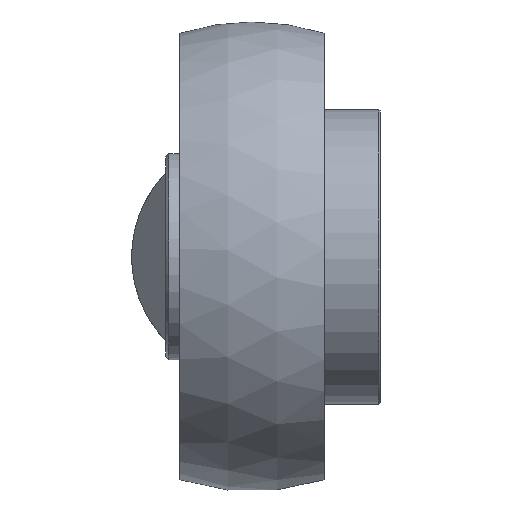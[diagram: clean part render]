
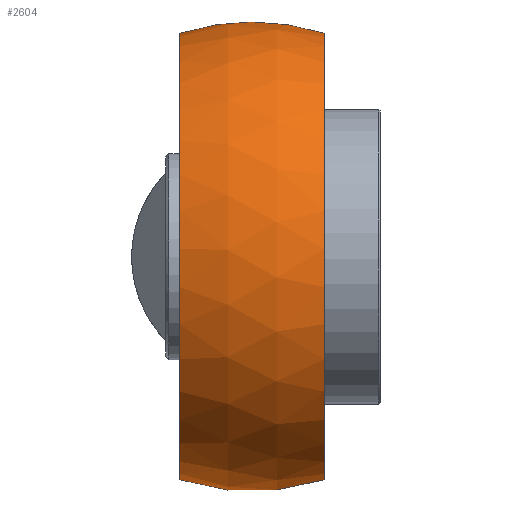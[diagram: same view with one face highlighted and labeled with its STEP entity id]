
A CAD part, front view. The second image highlights one B-rep face of the part: STEP entity #2604.
In plain terms, the highlighted spherical face has radius 39 mm.
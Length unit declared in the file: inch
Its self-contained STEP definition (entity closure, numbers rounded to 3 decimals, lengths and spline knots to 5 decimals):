
#149=CARTESIAN_POINT('',(-1.46094,0.,0.47244));
#150=VERTEX_POINT('',#149);
#158=CARTESIAN_POINT('',(0.62995,1.31815,0.47244));
#159=VERTEX_POINT('',#158);
#160=CARTESIAN_POINT('',(0.,0.,0.47244));
#161=DIRECTION('',(0.,-0.,1.));
#162=DIRECTION('',(0.,1.,0.));
#163=AXIS2_PLACEMENT_3D('',#160,#161,#162);
#164=CIRCLE('',#163,1.46094);
#165=EDGE_CURVE('',#150,#159,#164,.T.);
#2408=CARTESIAN_POINT('',(1.45182,0.48561,0.11811));
#2409=VERTEX_POINT('',#2408);
#2416=CARTESIAN_POINT('',(1.45182,0.48561,-0.11811));
#2417=VERTEX_POINT('',#2416);
#2418=CARTESIAN_POINT('',(0.,0.48561,0.));
#2419=DIRECTION('',(-0.,1.,0.));
#2420=DIRECTION('',(1.,0.,0.));
#2421=AXIS2_PLACEMENT_3D('',#2418,#2419,#2420);
#2422=CIRCLE('',#2421,1.45662);
#2423=EDGE_CURVE('',#2409,#2417,#2422,.T.);
#2534=CARTESIAN_POINT('',(0.77852,1.31815,-0.11811));
#2535=VERTEX_POINT('',#2534);
#2536=CARTESIAN_POINT('',(0.,0.,-0.11811));
#2537=DIRECTION('',(0.,0.,-1.));
#2538=DIRECTION('',(0.,-1.,0.));
#2539=AXIS2_PLACEMENT_3D('',#2536,#2537,#2538);
#2540=CIRCLE('',#2539,1.53088);
#2541=EDGE_CURVE('',#2535,#2417,#2540,.T.);
#2553=CARTESIAN_POINT('',(0.,0.,0.));
#2554=DIRECTION('',(0.,0.,1.));
#2555=DIRECTION('',(1.,0.,0.));
#2556=AXIS2_PLACEMENT_3D('',#2553,#2554,#2555);
#2557=SPHERICAL_SURFACE('',#2556,1.53543);
#2558=CARTESIAN_POINT('',(-1.46094,0.,-0.47244));
#2559=VERTEX_POINT('',#2558);
#2560=CARTESIAN_POINT('',(0.,0.,0.));
#2561=DIRECTION('',(-0.,-1.,-0.));
#2562=DIRECTION('',(-1.,0.,0.));
#2563=AXIS2_PLACEMENT_3D('',#2560,#2561,#2562);
#2564=CIRCLE('',#2563,1.53543);
#2565=EDGE_CURVE('',#150,#2559,#2564,.T.);
#2566=ORIENTED_EDGE('',*,*,#2565,.T.);
#2567=CARTESIAN_POINT('',(0.62995,1.31815,-0.47244));
#2568=VERTEX_POINT('',#2567);
#2569=CARTESIAN_POINT('',(0.,0.,-0.47244));
#2570=DIRECTION('',(0.,0.,-1.));
#2571=DIRECTION('',(0.,-1.,0.));
#2572=AXIS2_PLACEMENT_3D('',#2569,#2570,#2571);
#2573=CIRCLE('',#2572,1.46094);
#2574=EDGE_CURVE('',#2568,#2559,#2573,.T.);
#2575=ORIENTED_EDGE('',*,*,#2574,.F.);
#2576=CARTESIAN_POINT('',(0.,1.31815,0.));
#2577=DIRECTION('',(0.,1.,0.));
#2578=DIRECTION('',(0.,0.,-1.));
#2579=AXIS2_PLACEMENT_3D('',#2576,#2577,#2578);
#2580=CIRCLE('',#2579,0.78742);
#2581=EDGE_CURVE('',#2535,#2568,#2580,.T.);
#2582=ORIENTED_EDGE('',*,*,#2581,.F.);
#2583=ORIENTED_EDGE('',*,*,#2541,.T.);
#2584=ORIENTED_EDGE('',*,*,#2423,.F.);
#2585=CARTESIAN_POINT('',(0.77852,1.31815,0.11811));
#2586=VERTEX_POINT('',#2585);
#2587=CARTESIAN_POINT('',(-0.,0.,0.11811));
#2588=DIRECTION('',(-0.,0.,1.));
#2589=DIRECTION('',(0.,1.,0.));
#2590=AXIS2_PLACEMENT_3D('',#2587,#2588,#2589);
#2591=CIRCLE('',#2590,1.53088);
#2592=EDGE_CURVE('',#2409,#2586,#2591,.T.);
#2593=ORIENTED_EDGE('',*,*,#2592,.T.);
#2594=CARTESIAN_POINT('',(0.,1.31815,0.));
#2595=DIRECTION('',(0.,1.,0.));
#2596=DIRECTION('',(0.,0.,-1.));
#2597=AXIS2_PLACEMENT_3D('',#2594,#2595,#2596);
#2598=CIRCLE('',#2597,0.78742);
#2599=EDGE_CURVE('',#159,#2586,#2598,.T.);
#2600=ORIENTED_EDGE('',*,*,#2599,.F.);
#2601=ORIENTED_EDGE('',*,*,#165,.F.);
#2602=EDGE_LOOP('',(#2566,#2575,#2582,#2583,#2584,#2593,#2600,#2601));
#2603=FACE_BOUND('',#2602,.T.);
#2604=ADVANCED_FACE('',(#2603),#2557,.T.);
